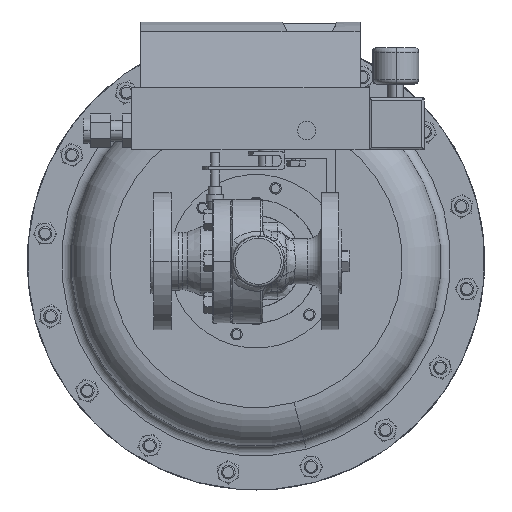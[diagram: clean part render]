
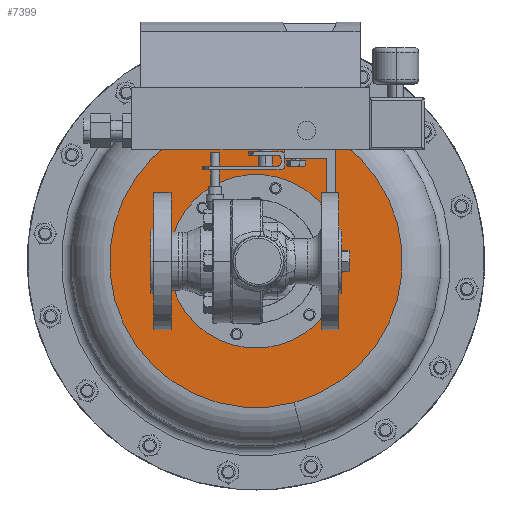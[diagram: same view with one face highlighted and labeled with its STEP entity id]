
A CAD part, front view. The second image highlights one B-rep face of the part: STEP entity #7399.
In plain terms, the highlighted planar face has unit normal (0, -1, 0).
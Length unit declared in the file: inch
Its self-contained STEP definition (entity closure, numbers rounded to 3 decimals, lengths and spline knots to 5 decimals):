
#546 = CIRCLE ( 'NONE', #13451, 2.375 ) ;
#3577 = CARTESIAN_POINT ( 'NONE',  ( -0.185, 7.5925, 0. ) ) ;
#3761 = EDGE_CURVE ( 'NONE', #24219, #35697, #27258, .T. ) ;
#4281 = DIRECTION ( 'NONE',  ( -0.259, 0., 0.966 ) ) ;
#4413 = CIRCLE ( 'NONE', #32948, 4. ) ;
#6007 = DIRECTION ( 'NONE',  ( 0., 1., 0. ) ) ;
#6483 = DIRECTION ( 'NONE',  ( -0.707, 0., -0.707 ) ) ;
#7399 = ADVANCED_FACE ( 'NONE', ( #35611, #13608 ), #27101, .T. ) ;
#7638 = CARTESIAN_POINT ( 'NONE',  ( -0.185, 7.5925, 0. ) ) ;
#8130 = CIRCLE ( 'NONE', #12661, 2.375 ) ;
#8584 = DIRECTION ( 'NONE',  ( 0., 1., 0. ) ) ;
#9014 = EDGE_CURVE ( 'NONE', #9950, #11906, #8130, .T. ) ;
#9950 = VERTEX_POINT ( 'NONE', #16582 ) ;
#10533 = DIRECTION ( 'NONE',  ( 0.259, 0., -0.966 ) ) ;
#11148 = EDGE_CURVE ( 'NONE', #35697, #24219, #4413, .T. ) ;
#11906 = VERTEX_POINT ( 'NONE', #22411 ) ;
#12661 = AXIS2_PLACEMENT_3D ( 'NONE', #25745, #8584, #28638 ) ;
#13451 = AXIS2_PLACEMENT_3D ( 'NONE', #3577, #23647, #6483 ) ;
#13608 = FACE_BOUND ( 'NONE', #17231, .T. ) ;
#15693 = CARTESIAN_POINT ( 'NONE',  ( -4.0487, 7.5925, -1.03528 ) ) ;
#16368 = EDGE_LOOP ( 'NONE', ( #32208, #29127 ) ) ;
#16582 = CARTESIAN_POINT ( 'NONE',  ( -1.86438, 7.5925, -1.67938 ) ) ;
#17231 = EDGE_LOOP ( 'NONE', ( #22770, #37321 ) ) ;
#21464 = DIRECTION ( 'NONE',  ( 0., -1., 0. ) ) ;
#22411 = CARTESIAN_POINT ( 'NONE',  ( 1.49438, 7.5925, 1.67938 ) ) ;
#22770 = ORIENTED_EDGE ( 'NONE', *, *, #35506, .T. ) ;
#23173 = CARTESIAN_POINT ( 'NONE',  ( -0.185, 7.5925, 0. ) ) ;
#23647 = DIRECTION ( 'NONE',  ( 0., 1., 0. ) ) ;
#24219 = VERTEX_POINT ( 'NONE', #33777 ) ;
#25745 = CARTESIAN_POINT ( 'NONE',  ( -0.185, 7.5925, 0. ) ) ;
#26046 = DIRECTION ( 'NONE',  ( 0.259, 0., -0.966 ) ) ;
#27101 = PLANE ( 'NONE',  #27776 ) ;
#27258 = CIRCLE ( 'NONE', #32020, 4. ) ;
#27697 = DIRECTION ( 'NONE',  ( 0., 1., 0. ) ) ;
#27776 = AXIS2_PLACEMENT_3D ( 'NONE', #15693, #21464, #4281 ) ;
#28638 = DIRECTION ( 'NONE',  ( -0.707, 0., -0.707 ) ) ;
#29127 = ORIENTED_EDGE ( 'NONE', *, *, #3761, .F. ) ;
#32020 = AXIS2_PLACEMENT_3D ( 'NONE', #23173, #6007, #26046 ) ;
#32208 = ORIENTED_EDGE ( 'NONE', *, *, #11148, .F. ) ;
#32948 = AXIS2_PLACEMENT_3D ( 'NONE', #7638, #27697, #10533 ) ;
#33201 = CARTESIAN_POINT ( 'NONE',  ( 0.85028, 7.5925, -3.8637 ) ) ;
#33777 = CARTESIAN_POINT ( 'NONE',  ( -1.22028, 7.5925, 3.8637 ) ) ;
#35506 = EDGE_CURVE ( 'NONE', #11906, #9950, #546, .T. ) ;
#35611 = FACE_OUTER_BOUND ( 'NONE', #16368, .T. ) ;
#35697 = VERTEX_POINT ( 'NONE', #33201 ) ;
#37321 = ORIENTED_EDGE ( 'NONE', *, *, #9014, .T. ) ;
